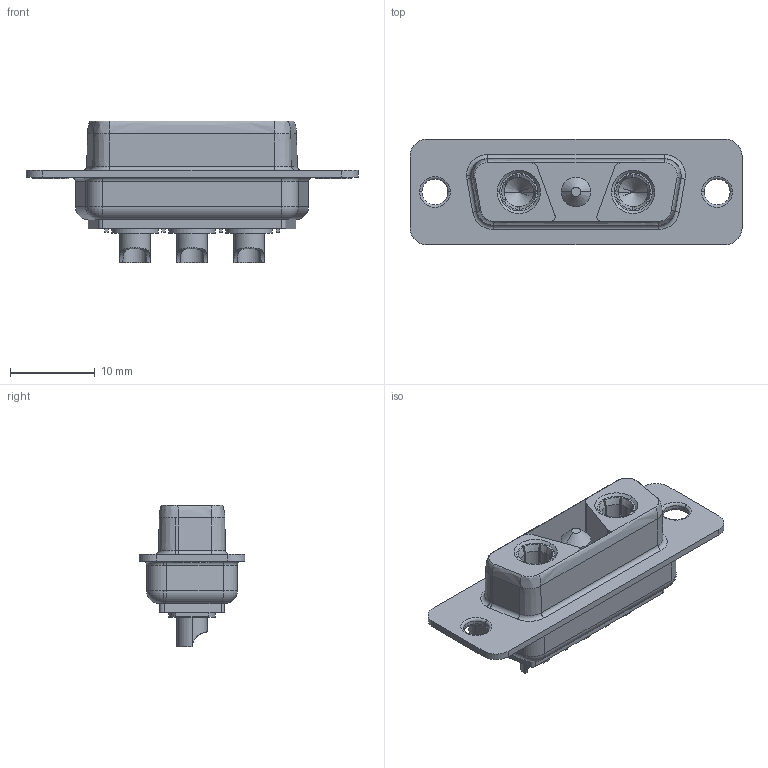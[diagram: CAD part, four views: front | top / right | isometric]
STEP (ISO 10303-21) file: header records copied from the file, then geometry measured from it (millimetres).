
FILE_DESCRIPTION (( 'STEP AP214' ), '1' );
FILE_NAME ('FDV0312-F0WS103K6KB-REF.STEP', '2024-11-27T10:43:58', ( '' ), ( '' ), 'SwSTEP 2.0', 'SolidWorks 2021', '' );
FILE_SCHEMA (( 'AUTOMOTIVE_DESIGN' ));
Length unit declared in the file: millimetre
Products named in the file (1): FDV0312-F0WS103K6KB-REF
Bounding box: 39.2 x 12.5 x 16.7 mm (x, y, z)
Volume: 2646 mm3; surface area: 2470.5 mm2
Topology: 1 solids, 1 shells, 269 faces, 658 edges, 405 vertices
Faces by surface type: plane 117, cylinder 90, cone 30, torus 24, bspline 8
Entity records: 8277 total; most frequent: CARTESIAN_POINT 1865, DIRECTION 1389, ORIENTED_EDGE 1308, EDGE_CURVE 654, AXIS2_PLACEMENT_3D 529, VERTEX_POINT 405, VECTOR 331, LINE 331
